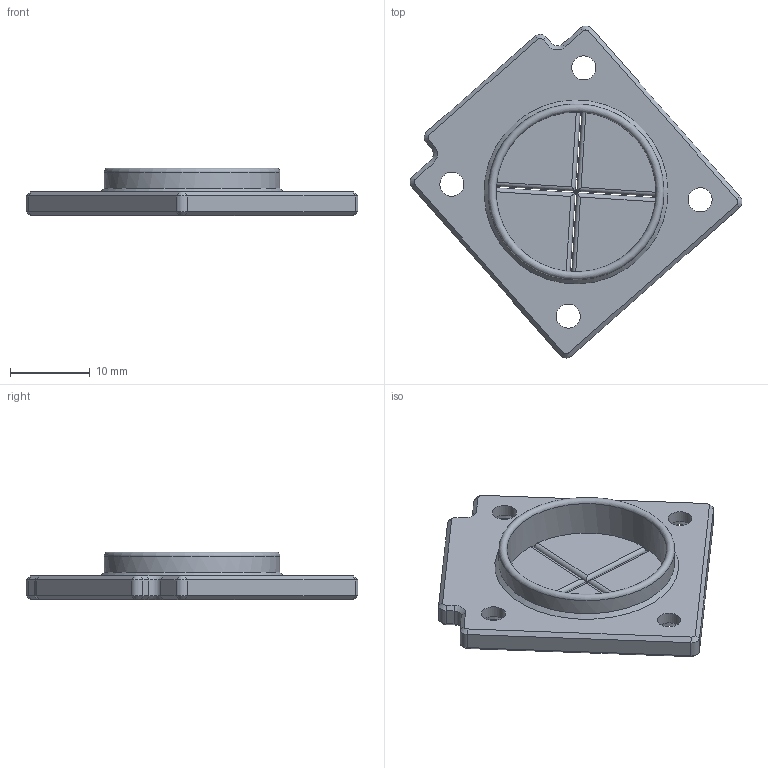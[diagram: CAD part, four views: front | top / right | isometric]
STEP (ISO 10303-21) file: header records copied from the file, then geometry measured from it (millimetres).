
FILE_DESCRIPTION(/* description */ (''),/* implementation_level */ '2;1');
FILE_NAME(/* name */ 'Electronics passthru Grommet.step',/* time_stamp */ '2025-06-09T10:06:49-07:00',/* author */ (''),/* organization */ (''),/* preprocessor_version */ 'ST-DEVELOPER v20.1',/* originating_system */ 'Autodesk Translation Framework v14.10.0.0',/* authorisation */ '');
FILE_SCHEMA (('AUTOMOTIVE_DESIGN { 1 0 10303 214 3 1 1 }'));
Length unit declared in the file: millimetre
Products named in the file (1): Electronics passthru
Bounding box: 41.52 x 41.52 x 6 mm (x, y, z)
Volume: 2260.4 mm3; surface area: 2752.5 mm2
Topology: 1 solids, 1 shells, 79 faces, 194 edges, 117 vertices
Faces by surface type: plane 34, cone 22, cylinder 22, torus 1
Full cylindrical faces by diameter (mm): 3 x4, 20 x1, 22 x1
Entity records: 2493 total; most frequent: CARTESIAN_POINT 572, DIRECTION 408, ORIENTED_EDGE 388, EDGE_CURVE 194, AXIS2_PLACEMENT_3D 150, VERTEX_POINT 117, LINE 108, VECTOR 108
